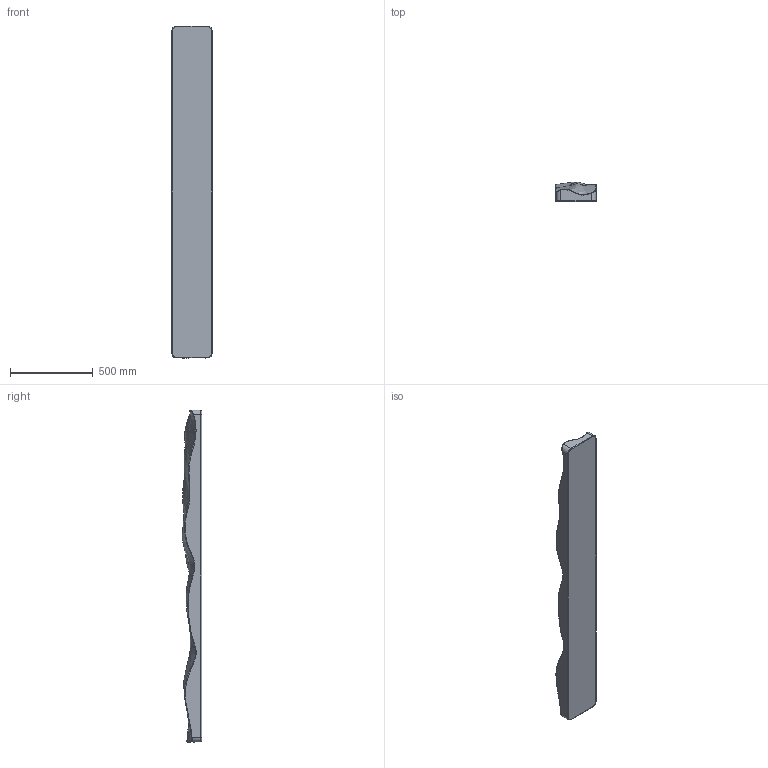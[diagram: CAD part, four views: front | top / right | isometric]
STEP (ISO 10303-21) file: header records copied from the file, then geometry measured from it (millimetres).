
FILE_DESCRIPTION (( 'STEP AP214' ), '1' );
FILE_NAME ('[MODIFIED]calibration_target_v5.3.STEP', '2024-07-18T05:52:00', ( '' ), ( '' ), 'SwSTEP 2.0', 'SolidWorks 2023', '' );
FILE_SCHEMA (( 'AUTOMOTIVE_DESIGN' ));
Length unit declared in the file: millimetre
Products named in the file (1): [MODIFIED]calibration_target_v5.3
Bounding box: 242.76 x 116.32 x 2000 mm (x, y, z)
Volume: 38379739.8 mm3; surface area: 1298586.8 mm2
Topology: 1 solids, 1 shells, 27 faces, 61 edges, 34 vertices
Faces by surface type: bspline 10, cylinder 8, plane 5, torus 4
Entity records: 6094 total; most frequent: CARTESIAN_POINT 5540, ORIENTED_EDGE 118, DIRECTION 100, EDGE_CURVE 59, AXIS2_PLACEMENT_3D 42, VERTEX_POINT 34, EDGE_LOOP 27, ADVANCED_FACE 27
